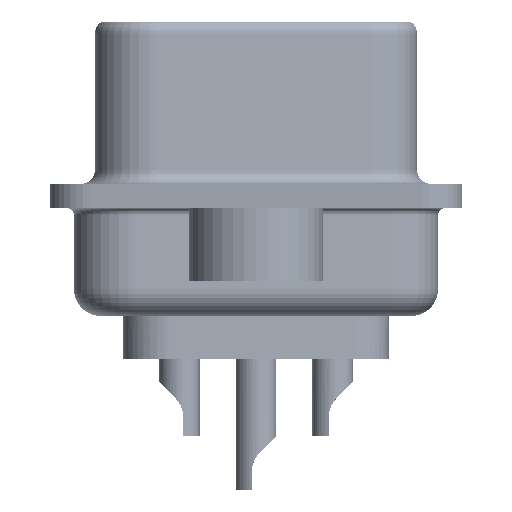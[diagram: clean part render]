
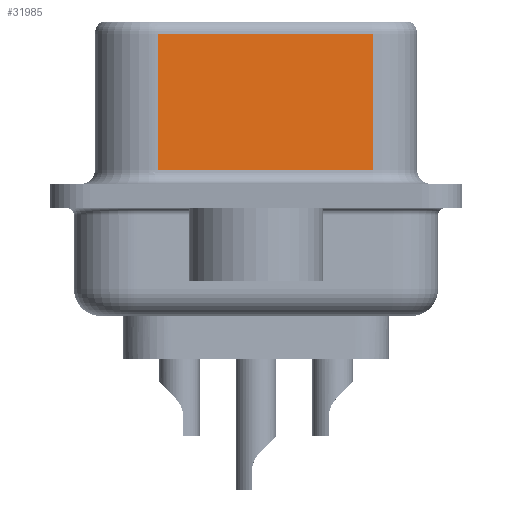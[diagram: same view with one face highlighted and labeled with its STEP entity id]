
A CAD part, left-side view. The second image highlights one B-rep face of the part: STEP entity #31985.
In plain terms, the highlighted planar face has unit normal (-0.985, -0.174, 0).
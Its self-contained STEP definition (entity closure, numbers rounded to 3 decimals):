
#3123 = LINE ( 'NONE', #7092, #28972 ) ;
#4155 = VECTOR ( 'NONE', #14442, 1000. ) ;
#4536 = ORIENTED_EDGE ( 'NONE', *, *, #16402, .T. ) ;
#5528 = CARTESIAN_POINT ( 'NONE',  ( 5.132, -4.322, 0.95 ) ) ;
#6411 = ORIENTED_EDGE ( 'NONE', *, *, #23922, .T. ) ;
#6616 = CARTESIAN_POINT ( 'NONE',  ( 5.132, -4.322, 6.52 ) ) ;
#7092 = CARTESIAN_POINT ( 'NONE',  ( 5.132, -4.322, 6.02 ) ) ;
#8929 = EDGE_LOOP ( 'NONE', ( #23367, #12711, #6411, #4536 ) ) ;
#9134 = PLANE ( 'NONE',  #9362 ) ;
#9347 = DIRECTION ( 'NONE',  ( 0.985, 0.174, 0. ) ) ;
#9362 = AXIS2_PLACEMENT_3D ( 'NONE', #29180, #9347, #26770 ) ;
#11110 = EDGE_CURVE ( 'NONE', #20435, #32316, #29908, .T. ) ;
#11184 = CARTESIAN_POINT ( 'NONE',  ( 3.73, 3.628, 6.52 ) ) ;
#12711 = ORIENTED_EDGE ( 'NONE', *, *, #21899, .T. ) ;
#12909 = VECTOR ( 'NONE', #26074, 1000. ) ;
#14442 = DIRECTION ( 'NONE',  ( 0.174, -0.985, 0. ) ) ;
#15938 = VECTOR ( 'NONE', #24107, 1000. ) ;
#16305 = CARTESIAN_POINT ( 'NONE',  ( 5.132, -4.322, 6.02 ) ) ;
#16402 = EDGE_CURVE ( 'NONE', #27826, #32316, #16814, .T. ) ;
#16814 = LINE ( 'NONE', #29310, #4155 ) ;
#17163 = CARTESIAN_POINT ( 'NONE',  ( 3.73, 3.628, 6.02 ) ) ;
#18982 = CARTESIAN_POINT ( 'NONE',  ( 3.73, 3.628, 0.95 ) ) ;
#19551 = LINE ( 'NONE', #11184, #12909 ) ;
#20435 = VERTEX_POINT ( 'NONE', #16305 ) ;
#21899 = EDGE_CURVE ( 'NONE', #20435, #27456, #3123, .T. ) ;
#23367 = ORIENTED_EDGE ( 'NONE', *, *, #11110, .F. ) ;
#23922 = EDGE_CURVE ( 'NONE', #27456, #27826, #19551, .T. ) ;
#24107 = DIRECTION ( 'NONE',  ( 0., 0., -1. ) ) ;
#24576 = DIRECTION ( 'NONE',  ( -0.174, 0.985, 0. ) ) ;
#24917 = FACE_OUTER_BOUND ( 'NONE', #8929, .T. ) ;
#26074 = DIRECTION ( 'NONE',  ( 0., 0., -1. ) ) ;
#26770 = DIRECTION ( 'NONE',  ( -0.174, 0.985, 0. ) ) ;
#27456 = VERTEX_POINT ( 'NONE', #17163 ) ;
#27826 = VERTEX_POINT ( 'NONE', #18982 ) ;
#28972 = VECTOR ( 'NONE', #24576, 1000. ) ;
#29180 = CARTESIAN_POINT ( 'NONE',  ( 5.132, -4.322, 6.52 ) ) ;
#29310 = CARTESIAN_POINT ( 'NONE',  ( 5.132, -4.322, 0.95 ) ) ;
#29908 = LINE ( 'NONE', #6616, #15938 ) ;
#31985 = ADVANCED_FACE ( 'NONE', ( #24917 ), #9134, .F. ) ;
#32316 = VERTEX_POINT ( 'NONE', #5528 ) ;
